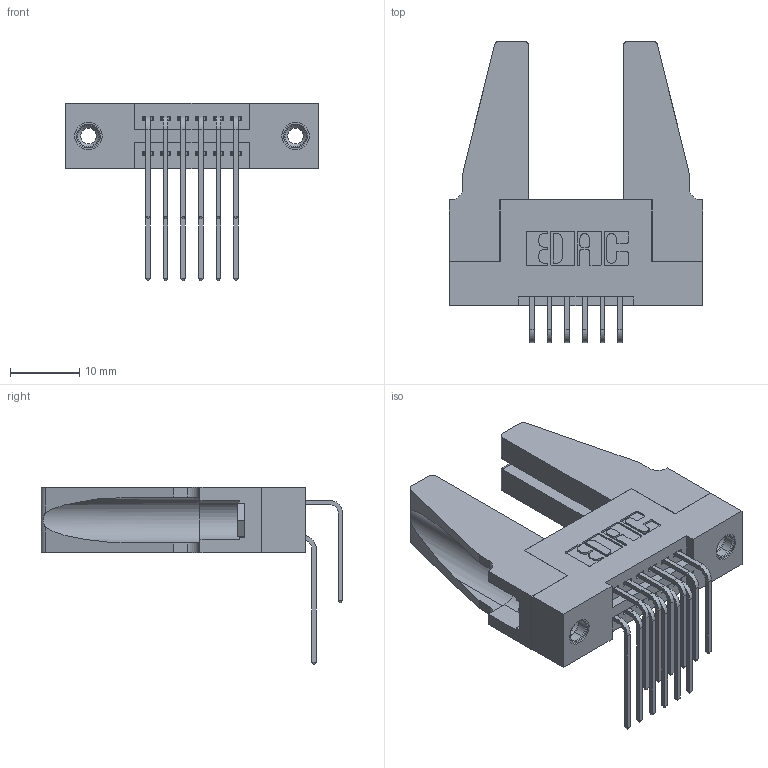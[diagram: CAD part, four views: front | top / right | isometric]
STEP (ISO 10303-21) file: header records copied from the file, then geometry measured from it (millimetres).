
FILE_DESCRIPTION (( 'STEP AP203' ), '1' );
FILE_NAME ('395-012-559-288.STEP', '2019-10-15T13:51:52', ( '' ), ( '' ), 'SwSTEP 2.0', 'SolidWorks 2016', '' );
FILE_SCHEMA (( 'CONFIG_CONTROL_DESIGN' ));
Length unit declared in the file: inch
Products named in the file (6): 345 Part_Flush Mounting Lugs - 0.156 Dia-TH; 345-292-001_558 559 Tail - 1; 345-292-001_559 Tail - 2; 345-250-001_345-250-001-102; 345-220-078_345-220-088; 395-012-559-288
Assembly tree (17 placements, depth 2):
  395-012-559-288
    345 Part_Flush Mounting Lugs - 0.156 Dia-TH
    345-292-001_558 559 Tail - 1  x6
    345-292-001_559 Tail - 2  x6
    345-250-001_345-250-001-102  x2
    345-220-078_345-220-088  x2
Bounding box: 36.47 x 43.42 x 25.53 mm (x, y, z)
Volume: 6530.7 mm3; surface area: 7596.2 mm2
Topology: 17 solids, 17 shells, 874 faces, 2515 edges, 1650 vertices
Faces by surface type: plane 572, cylinder 286, cone 12, torus 4
Entity records: 13354 total; most frequent: CARTESIAN_POINT 2313, ORIENTED_EDGE 2156, DIRECTION 2062, EDGE_CURVE 1078, VECTOR 840, LINE 840, VERTEX_POINT 710, AXIS2_PLACEMENT_3D 611
